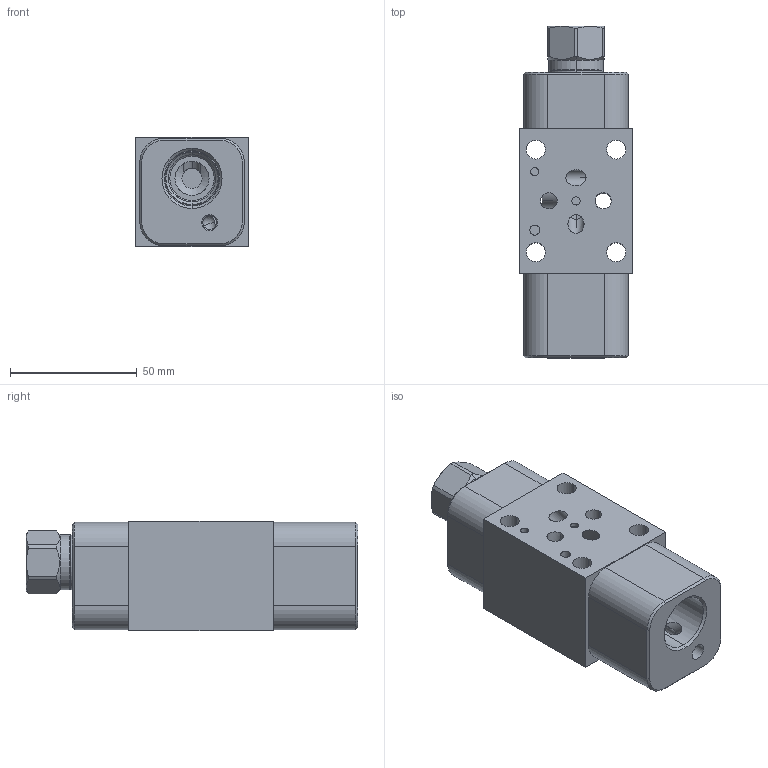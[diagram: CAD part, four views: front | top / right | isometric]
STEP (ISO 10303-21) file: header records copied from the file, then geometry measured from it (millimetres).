
FILE_DESCRIPTION((''),'2;1');
FILE_NAME('EB5_ASM','2019-07-25T',('ProEService'),(''),'PRO/ENGINEER BY PARAMETRIC TECHNOLOGY CORPORATION, 2014200','PRO/ENGINEER BY PARAMETRIC TECHNOLOGY CORPORATION, 2014200','');
FILE_SCHEMA(('CONFIG_CONTROL_DESIGN'));
Length unit declared in the file: inch
Products named in the file (7): 150-280; CXCDXAN; 500-001-012; 700-002; 811-001-006; 850-004-250; EB5_ASM
Assembly tree (6 placements, depth 2):
  EB5_ASM
    150-280
    CXCDXAN
    500-001-012
    700-002
    811-001-006
    850-004-250
Bounding box: 44.45 x 130.96 x 43.18 mm (x, y, z)
Volume: 172835.6 mm3; surface area: 43591.9 mm2
Topology: 3 solids, 4 shells, 477 faces, 1672 edges, 1389 vertices
Faces by surface type: cylinder 213, plane 110, cone 87, torus 36, bspline 18, sphere 7, revolution 6
Entity records: 21660 total; most frequent: CARTESIAN_POINT 7663, DIRECTION 2844, ORIENTED_EDGE 2506, EDGE_CURVE 1253, AXIS2_PLACEMENT_3D 1004, VECTOR 830, LINE 830, VERTEX_POINT 801
